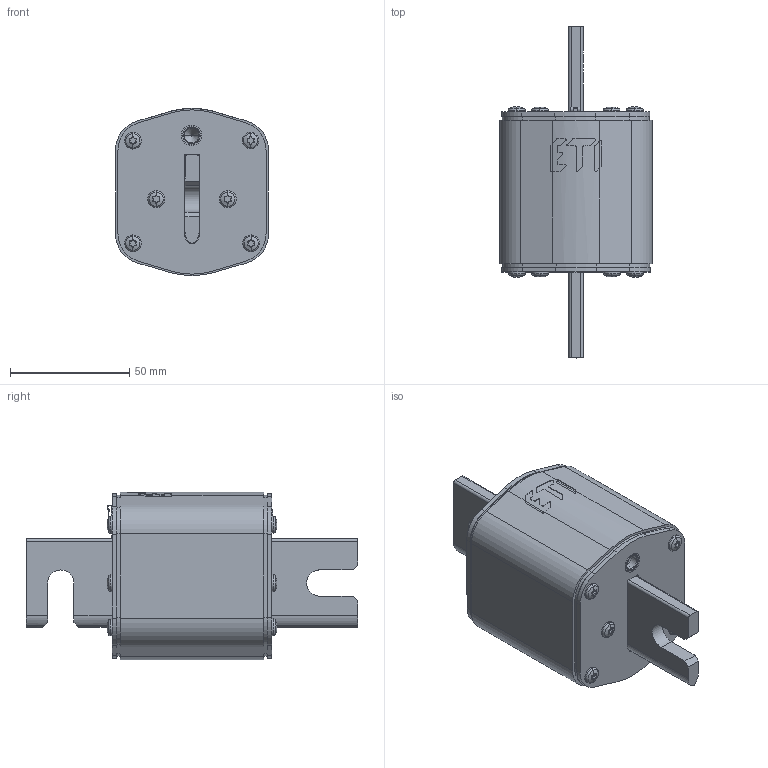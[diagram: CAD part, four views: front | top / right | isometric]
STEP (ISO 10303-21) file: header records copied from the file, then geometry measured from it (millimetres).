
FILE_DESCRIPTION((''),'2;1');
FILE_NAME('004725270_ASM','2022-08-09T12:28:22',('said.beganovic'),('Audax d.o.o.'),'CREO PARAMETRIC BY PTC INC, 2021304','CREO PARAMETRIC BY PTC INC, 2021304','');
FILE_SCHEMA(('AUTOMOTIVE_DESIGN { 1 0 10303 214 1 1 1 1 }'));
Length unit declared in the file: millimetre
Products named in the file (14): 0000019741_1; 0000019100_2-7618; 0000019000_AF0_1; 0000020119_AF0_2; 0000020184_ASM_1_ASM; 0000019000_AF1_1; 0000020159_AF0_2; 0000020199_ASM_1_ASM; 0000020380_1; 0000031301_1; 0000016201_1; 0000017080_1; 004725270_ASM_2_ASM; 004725270_ASM
Assembly tree (27 placements, depth 4):
  004725270_ASM
    004725270_ASM_2_ASM
      0000019741_1
      0000019100_2-7618  x2
      0000020184_ASM_1_ASM
        0000019000_AF0_1
        0000020119_AF0_2
      0000020199_ASM_1_ASM
        0000019000_AF1_1
        0000020159_AF0_2
      0000020380_1  x2
      0000031301_1  x12
      0000016201_1
      0000017080_1  x2
Bounding box: 64 x 139 x 70 mm (x, y, z)
Volume: 292606.9 mm3; surface area: 74928.1 mm2
Topology: 24 solids, 48 shells, 785 faces, 2272 edges, 1528 vertices
Faces by surface type: cylinder 435, plane 210, torus 64, bspline 28, cone 24, sphere 24
Entity records: 22086 total; most frequent: CARTESIAN_POINT 4036, DIRECTION 2200, ORIENTED_EDGE 2030, EDGE_CURVE 1042, AXIS2_PLACEMENT_3D 839, PRESENTATION_STYLE_ASSIGNMENT 774, PROPERTY_DEFINITION 737, STYLED_ITEM 721
